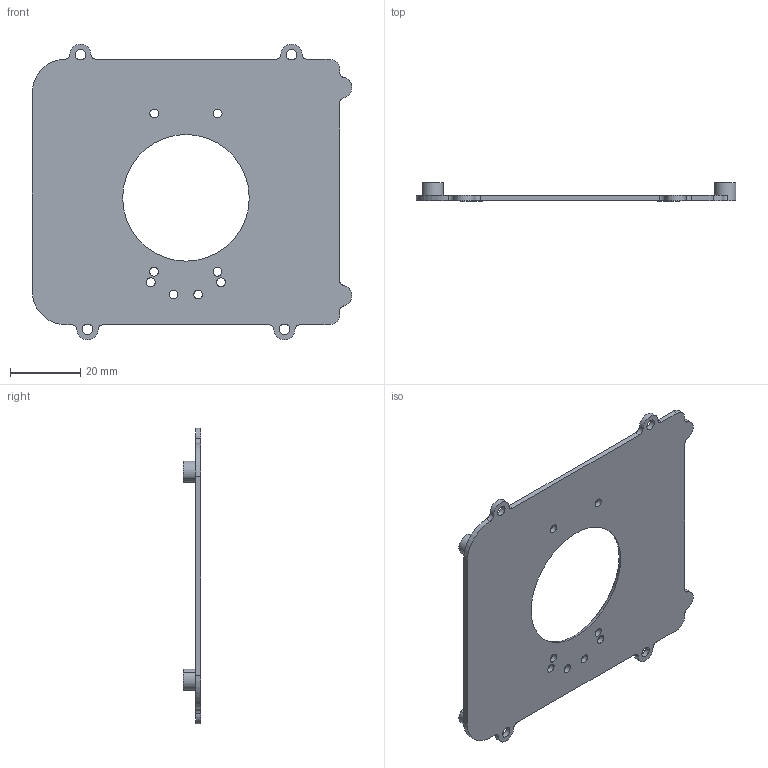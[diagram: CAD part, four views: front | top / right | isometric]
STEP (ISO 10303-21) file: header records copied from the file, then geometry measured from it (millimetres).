
FILE_DESCRIPTION(/* description */ (''),/* implementation_level */ '2;1');
FILE_NAME(/* name */ 'screen.step',/* time_stamp */ '2021-07-18T21:34:33-05:00',/* author */ (''),/* organization */ (''),/* preprocessor_version */ 'ST-DEVELOPER v18.1',/* originating_system */ 'Autodesk Translation Framework v10.9.0.1377',/* authorisation */ '');
FILE_SCHEMA (('AUTOMOTIVE_DESIGN { 1 0 10303 214 3 1 1 }'));
Length unit declared in the file: millimetre
Products named in the file (1): screen
Bounding box: 90.83 x 5 x 84.1 mm (x, y, z)
Volume: 8615.4 mm3; surface area: 12345.7 mm2
Topology: 1 solids, 1 shells, 62 faces, 162 edges, 108 vertices
Faces by surface type: cylinder 40, plane 21, torus 1
Full cylindrical faces by diameter (mm): 2.5 x8, 3 x8, 6 x2
Entity records: 2045 total; most frequent: DIRECTION 375, CARTESIAN_POINT 333, ORIENTED_EDGE 324, EDGE_CURVE 162, AXIS2_PLACEMENT_3D 150, VERTEX_POINT 108, EDGE_LOOP 94, CIRCLE 87
